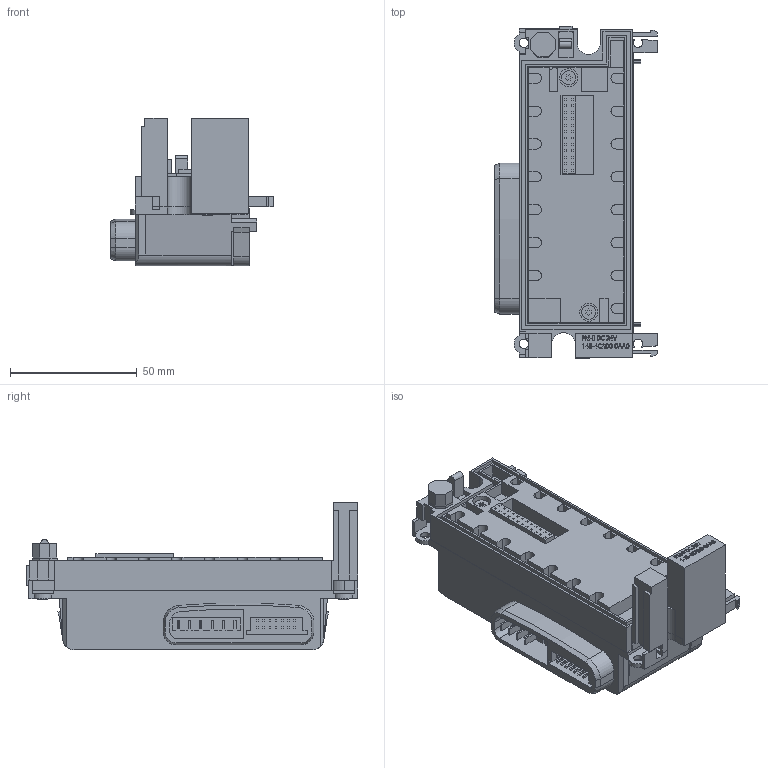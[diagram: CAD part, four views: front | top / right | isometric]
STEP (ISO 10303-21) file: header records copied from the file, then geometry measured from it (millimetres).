
FILE_DESCRIPTION(/* description */ (''),/* implementation_level */ '2;1');
FILE_NAME(/* name */ '6ES7148-4CA00-0AA0_3d.stp',/* time_stamp */ '2025-02-18T12:12:46+01:00',/* author */ (''),/* organization */ (''),/* preprocessor_version */ 'ST-DEVELOPER v18.102',/* originating_system */ 'SIEMENS PLM Software NX 2023',/* authorisation */ '');
FILE_SCHEMA (('AUTOMOTIVE_DESIGN { 1 0 10303 214 3 1 1 1 }'));
Length unit declared in the file: millimetre
Products named in the file (3): A5E30134871A_RS-AA_002_1-labeling; A5E30130902A_RS-AA_002_2-box; A5E30134875A_RS-AA_002_4-CAx_6ES71484CA000AA0
Assembly tree (2 placements, depth 2):
  A5E30134875A_RS-AA_002_4-CAx_6ES71484CA000AA0
    A5E30130902A_RS-AA_002_2-box
    A5E30134871A_RS-AA_002_1-labeling
Bounding box: 64.23 x 131.2 x 58.4 mm (x, y, z)
Volume: 176897 mm3; surface area: 55761 mm2
Topology: 24 solids, 25 shells, 1040 faces, 2662 edges, 1752 vertices
Faces by surface type: plane 903, cylinder 84, extrusion 43, cone 10
Full cylindrical faces by diameter (mm): 1 x14, 2 x2, 3.7 x2, 4 x2, 4.2 x2, 5.6 x2, 6 x2, 7.1 x2
Entity records: 37878 total; most frequent: CARTESIAN_POINT 7284, ORIENTED_EDGE 5264, DIRECTION 4782, EDGE_CURVE 2632, VECTOR 2406, LINE 2363, VERTEX_POINT 1750, EDGE_LOOP 1194
